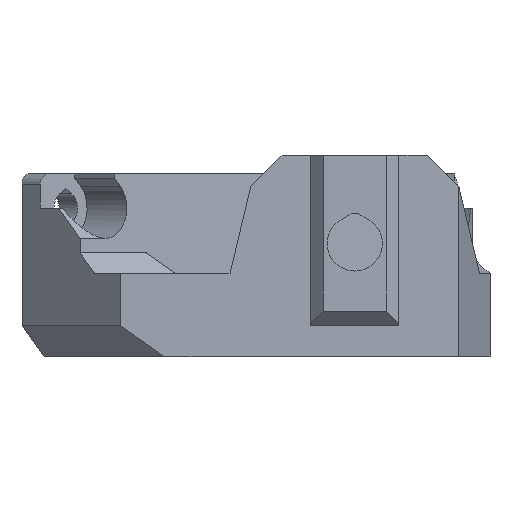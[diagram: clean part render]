
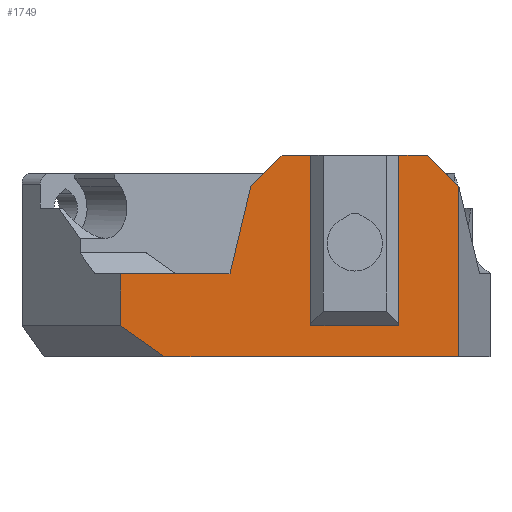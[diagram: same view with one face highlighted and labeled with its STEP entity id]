
A CAD part, left-side view. The second image highlights one B-rep face of the part: STEP entity #1749.
In plain terms, the highlighted planar face has unit normal (-1, 0, 0).
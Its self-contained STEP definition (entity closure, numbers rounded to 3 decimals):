
#63=FACE_OUTER_BOUND('',#159,.T.);
#159=EDGE_LOOP('',(#1251,#1252,#1253,#1254,#1255,#1256,#1257,#1258,#1259,
#1260,#1261,#1262,#1263));
#293=LINE('',#2536,#524);
#309=LINE('',#2572,#540);
#323=LINE('',#2599,#554);
#329=LINE('',#2610,#560);
#331=LINE('',#2614,#562);
#332=LINE('',#2616,#563);
#333=LINE('',#2618,#564);
#334=LINE('',#2620,#565);
#335=LINE('',#2621,#566);
#336=LINE('',#2623,#567);
#337=LINE('',#2625,#568);
#338=LINE('',#2627,#569);
#339=LINE('',#2628,#570);
#524=VECTOR('',#2042,10.);
#540=VECTOR('',#2068,10.);
#554=VECTOR('',#2084,10.);
#560=VECTOR('',#2092,10.);
#562=VECTOR('',#2096,10.);
#563=VECTOR('',#2097,10.);
#564=VECTOR('',#2098,10.);
#565=VECTOR('',#2099,10.);
#566=VECTOR('',#2100,10.);
#567=VECTOR('',#2101,10.);
#568=VECTOR('',#2102,10.);
#569=VECTOR('',#2103,10.);
#570=VECTOR('',#2104,10.);
#755=VERTEX_POINT('',#2534);
#756=VERTEX_POINT('',#2535);
#770=VERTEX_POINT('',#2569);
#771=VERTEX_POINT('',#2571);
#783=VERTEX_POINT('',#2598);
#787=VERTEX_POINT('',#2609);
#788=VERTEX_POINT('',#2613);
#789=VERTEX_POINT('',#2615);
#790=VERTEX_POINT('',#2617);
#791=VERTEX_POINT('',#2619);
#792=VERTEX_POINT('',#2622);
#793=VERTEX_POINT('',#2624);
#794=VERTEX_POINT('',#2626);
#930=EDGE_CURVE('',#755,#756,#293,.T.);
#948=EDGE_CURVE('',#770,#771,#309,.T.);
#962=EDGE_CURVE('',#771,#783,#323,.T.);
#968=EDGE_CURVE('',#787,#783,#329,.T.);
#970=EDGE_CURVE('',#756,#788,#331,.T.);
#971=EDGE_CURVE('',#789,#788,#332,.T.);
#972=EDGE_CURVE('',#789,#790,#333,.T.);
#973=EDGE_CURVE('',#790,#791,#334,.T.);
#974=EDGE_CURVE('',#787,#791,#335,.T.);
#975=EDGE_CURVE('',#770,#792,#336,.T.);
#976=EDGE_CURVE('',#792,#793,#337,.T.);
#977=EDGE_CURVE('',#794,#793,#338,.T.);
#978=EDGE_CURVE('',#794,#755,#339,.T.);
#1251=ORIENTED_EDGE('',*,*,#970,.T.);
#1252=ORIENTED_EDGE('',*,*,#971,.F.);
#1253=ORIENTED_EDGE('',*,*,#972,.T.);
#1254=ORIENTED_EDGE('',*,*,#973,.T.);
#1255=ORIENTED_EDGE('',*,*,#974,.F.);
#1256=ORIENTED_EDGE('',*,*,#968,.T.);
#1257=ORIENTED_EDGE('',*,*,#962,.F.);
#1258=ORIENTED_EDGE('',*,*,#948,.F.);
#1259=ORIENTED_EDGE('',*,*,#975,.T.);
#1260=ORIENTED_EDGE('',*,*,#976,.T.);
#1261=ORIENTED_EDGE('',*,*,#977,.F.);
#1262=ORIENTED_EDGE('',*,*,#978,.T.);
#1263=ORIENTED_EDGE('',*,*,#930,.T.);
#1662=PLANE('',#1870);
#1749=ADVANCED_FACE('',(#63),#1662,.T.);
#1870=AXIS2_PLACEMENT_3D('',#2612,#2094,#2095);
#2042=DIRECTION('',(0.,1.,0.));
#2068=DIRECTION('',(0.,1.,0.));
#2084=DIRECTION('',(0.,0.816,0.577));
#2092=DIRECTION('',(0.,0.,-1.));
#2094=DIRECTION('center_axis',(-1.,0.,0.));
#2095=DIRECTION('ref_axis',(0.,1.,0.));
#2096=DIRECTION('',(0.,0.,1.));
#2097=DIRECTION('',(0.,-1.,0.));
#2098=DIRECTION('',(0.,0.707,-0.707));
#2099=DIRECTION('',(0.,0.232,-0.973));
#2100=DIRECTION('',(0.,-1.,0.));
#2101=DIRECTION('',(0.,0.,1.));
#2102=DIRECTION('',(0.,0.707,0.707));
#2103=DIRECTION('',(0.,-1.,0.));
#2104=DIRECTION('',(0.,0.,-1.));
#2534=CARTESIAN_POINT('',(0.,8.775,-5.));
#2535=CARTESIAN_POINT('',(0.,17.225,-5.));
#2536=CARTESIAN_POINT('',(0.,8.,-5.));
#2569=CARTESIAN_POINT('',(0.,3.,-8.));
#2571=CARTESIAN_POINT('',(0.,31.257,-8.));
#2572=CARTESIAN_POINT('',(0.,35.5,-8.));
#2598=CARTESIAN_POINT('',(0.,35.5,-5.));
#2599=CARTESIAN_POINT('',(0.,26.121,-11.632));
#2609=CARTESIAN_POINT('',(0.,35.5,0.));
#2610=CARTESIAN_POINT('',(0.,35.5,0.));
#2612=CARTESIAN_POINT('Origin',(0.,3.,0.));
#2613=CARTESIAN_POINT('',(0.,17.225,11.4));
#2614=CARTESIAN_POINT('',(0.,17.225,0.));
#2615=CARTESIAN_POINT('',(0.,20.,11.4));
#2616=CARTESIAN_POINT('',(0.,35.5,11.4));
#2617=CARTESIAN_POINT('',(0.,23.,8.4));
#2618=CARTESIAN_POINT('',(0.,18.6,12.8));
#2619=CARTESIAN_POINT('',(0.,25.,0.));
#2620=CARTESIAN_POINT('',(0.,23.41,6.679));
#2621=CARTESIAN_POINT('',(0.,35.5,0.));
#2622=CARTESIAN_POINT('',(0.,3.,8.4));
#2623=CARTESIAN_POINT('',(0.,3.,0.));
#2624=CARTESIAN_POINT('',(0.,6.,11.4));
#2625=CARTESIAN_POINT('',(0.,0.9,6.3));
#2626=CARTESIAN_POINT('',(0.,8.775,11.4));
#2627=CARTESIAN_POINT('',(0.,35.5,11.4));
#2628=CARTESIAN_POINT('',(0.,8.775,0.));
